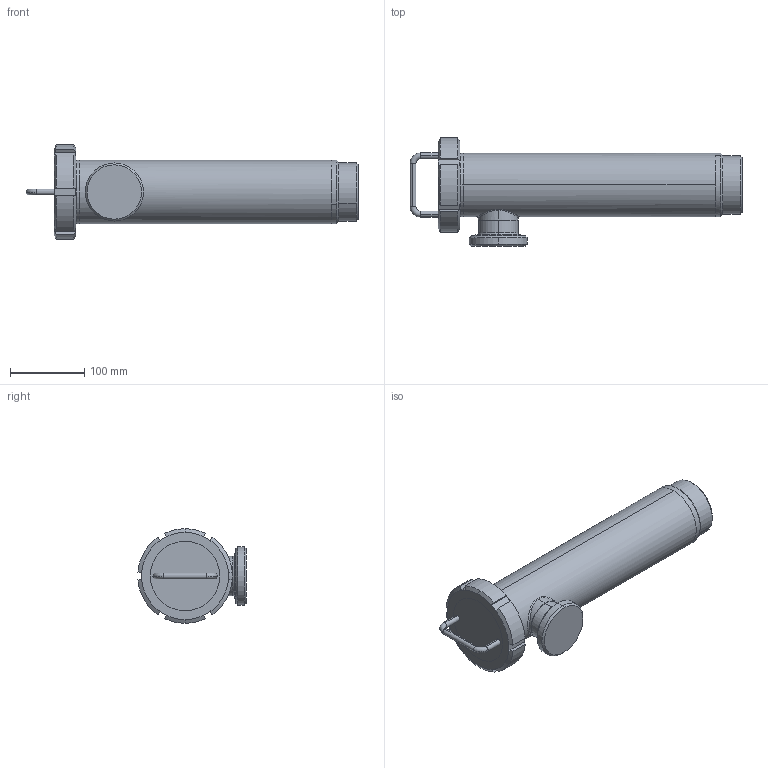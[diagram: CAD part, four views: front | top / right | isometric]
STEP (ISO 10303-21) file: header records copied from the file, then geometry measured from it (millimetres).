
FILE_DESCRIPTION (( 'STEP AP214' ), '1' );
FILE_NAME ('7018050000-xxx.STEP', '2013-05-07T09:03:14', ( 'install' ), ( 'Hewlett-Packard Company' ), 'SwSTEP 2.0', 'SolidWorks 2011', '' );
FILE_SCHEMA (( 'AUTOMOTIVE_DESIGN' ));
Length unit declared in the file: millimetre
Products named in the file (1): 7018050000-xxx
Bounding box: 446.84 x 145.74 x 127.38 mm (x, y, z)
Volume: 2611037.2 mm3; surface area: 155350.7 mm2
Topology: 1 solids, 1 shells, 82 faces, 201 edges, 128 vertices
Faces by surface type: cylinder 31, plane 27, cone 14, torus 8, bspline 2
Entity records: 3765 total; most frequent: CARTESIAN_POINT 1233, DIRECTION 417, ORIENTED_EDGE 402, EDGE_CURVE 201, AXIS2_PLACEMENT_3D 177, VERTEX_POINT 128, CIRCLE 96, EDGE_LOOP 91
